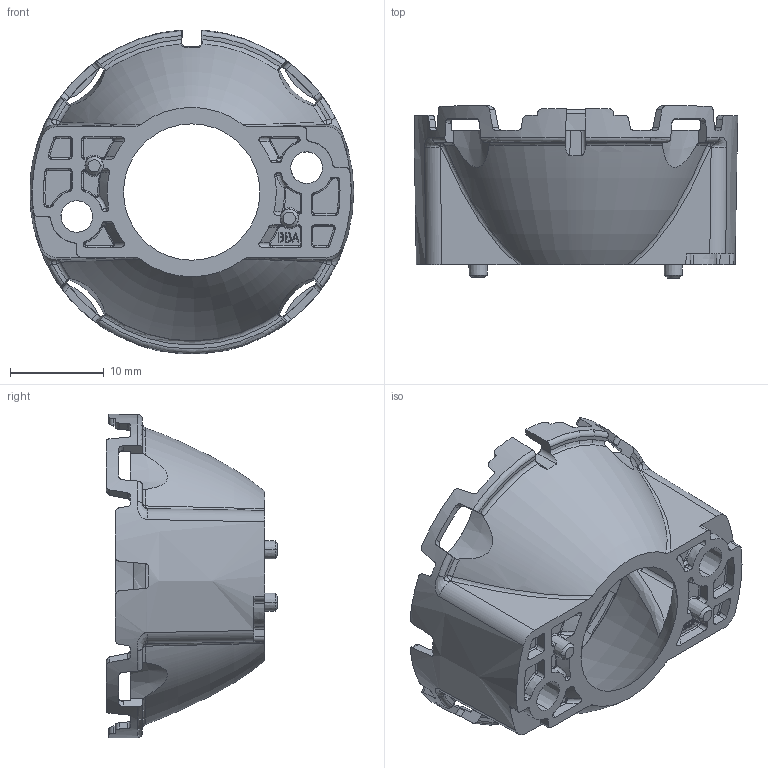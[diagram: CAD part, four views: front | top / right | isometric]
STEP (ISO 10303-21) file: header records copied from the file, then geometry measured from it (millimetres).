
FILE_DESCRIPTION(('STEP AP214'),'1');
FILE_NAME('LLH02BBA0x.stp','2022-10-19T15:40:03',(' '),(' '),'Spatial InterOp 3D',' ',' ');
FILE_SCHEMA(('AUTOMOTIVE_DESIGN { 1 0 10303 214 1 1 1 1 }'));
Length unit declared in the file: millimetre
Products named in the file (1): HOLDER-32-HP-025-21-5
Bounding box: 34.41 x 18.28 x 34.43 mm (x, y, z)
Volume: 2396.2 mm3; surface area: 3972.7 mm2
Topology: 1 solids, 1 shells, 588 faces, 1630 edges, 1051 vertices
Faces by surface type: plane 160, cylinder 132, torus 82, bspline 81, cone 68, extrusion 51, sphere 10, revolution 4
Entity records: 31894 total; most frequent: CARTESIAN_POINT 13820, ORIENTED_EDGE 3252, DIRECTION 2100, EDGE_CURVE 1626, VERTEX_POINT 1051, B_SPLINE_CURVE_WITH_KNOTS 904, AXIS2_PLACEMENT_3D 824, EDGE_LOOP 613
